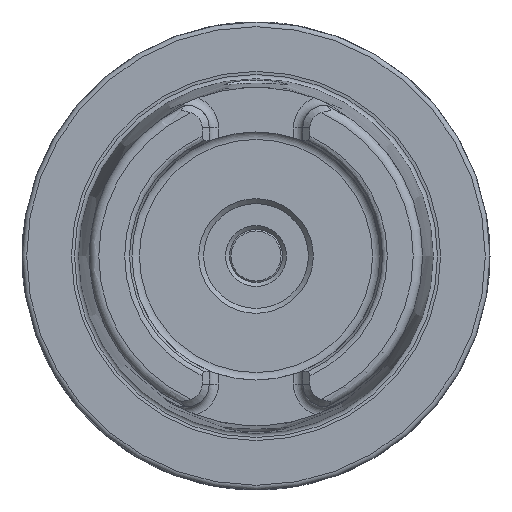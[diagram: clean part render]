
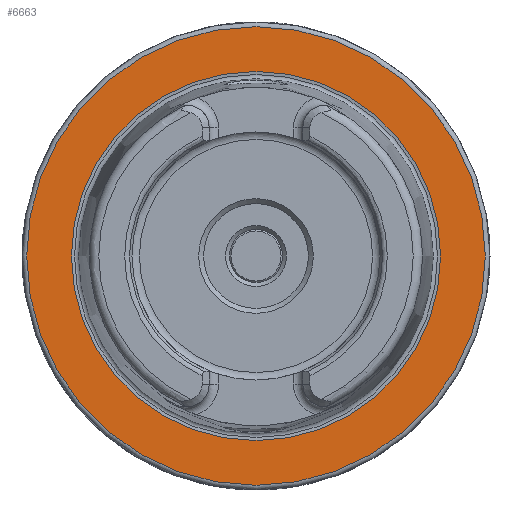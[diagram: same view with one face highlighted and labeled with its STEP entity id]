
A CAD part, left-side view. The second image highlights one B-rep face of the part: STEP entity #6663.
In plain terms, the highlighted planar face has unit normal (-1, 0, 0).
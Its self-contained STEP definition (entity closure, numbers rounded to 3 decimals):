
#201=PLANE('',#7277);
#400=FACE_BOUND('',#1941,.T.);
#1535=FACE_OUTER_BOUND('',#1940,.T.);
#1940=EDGE_LOOP('',(#4943));
#1941=EDGE_LOOP('',(#4944));
#2374=CIRCLE('',#7263,39.43);
#2384=CIRCLE('',#7278,49.);
#2972=VERTEX_POINT('',#12594);
#2980=VERTEX_POINT('',#12620);
#3711=EDGE_CURVE('',#2972,#2972,#2374,.T.);
#3723=EDGE_CURVE('',#2980,#2980,#2384,.T.);
#4943=ORIENTED_EDGE('',*,*,#3723,.F.);
#4944=ORIENTED_EDGE('',*,*,#3711,.T.);
#6663=ADVANCED_FACE('',(#1535,#400),#201,.T.);
#7263=AXIS2_PLACEMENT_3D('',#12596,#8061,#8062);
#7277=AXIS2_PLACEMENT_3D('',#12619,#8091,#8092);
#7278=AXIS2_PLACEMENT_3D('',#12621,#8093,#8094);
#8061=DIRECTION('center_axis',(1.,0.,0.));
#8062=DIRECTION('ref_axis',(0.,1.,0.));
#8091=DIRECTION('center_axis',(-1.,0.,0.));
#8092=DIRECTION('ref_axis',(0.,0.,1.));
#8093=DIRECTION('center_axis',(1.,0.,0.));
#8094=DIRECTION('ref_axis',(0.,0.,-1.));
#12594=CARTESIAN_POINT('',(0.,-39.43,0.));
#12596=CARTESIAN_POINT('Origin',(0.,0.,0.));
#12619=CARTESIAN_POINT('Origin',(0.,49.,0.));
#12620=CARTESIAN_POINT('',(0.,0.,49.));
#12621=CARTESIAN_POINT('Origin',(0.,0.,0.));
